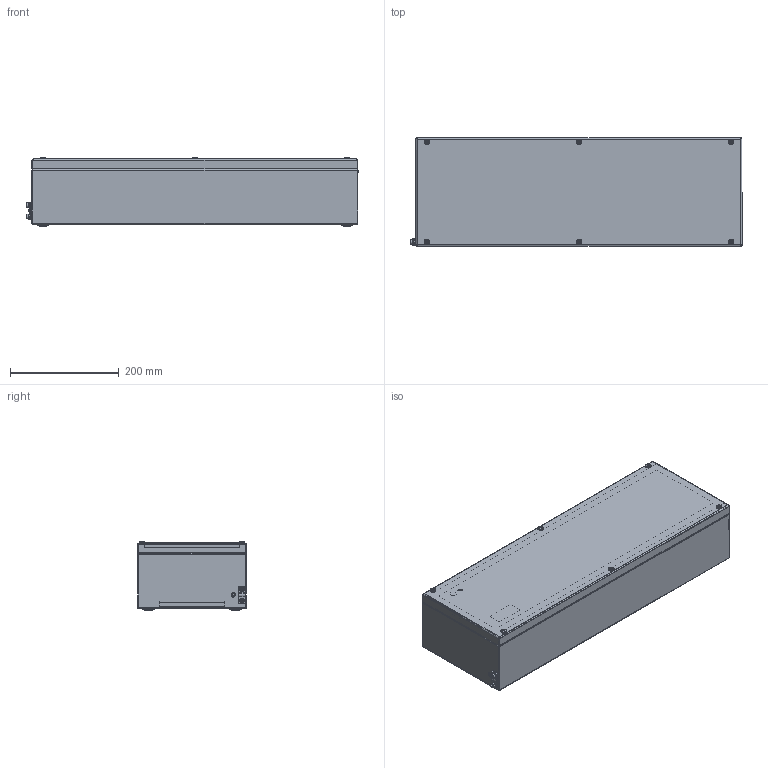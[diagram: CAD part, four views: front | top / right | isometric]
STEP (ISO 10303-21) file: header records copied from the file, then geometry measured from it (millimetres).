
FILE_DESCRIPTION (( 'STEP AP214' ), '1' );
FILE_NAME ('34602012.STEP', '2017-12-12T13:07:23', ( 'Macha' ), ( 'Hewlett-Packard Company' ), 'SwSTEP 2.0', 'SolidWorks 2017', '' );
FILE_SCHEMA (( 'AUTOMOTIVE_DESIGN' ));
Length unit declared in the file: millimetre
Products named in the file (18): 42109; 86003_Bl.1,25; 42432_Ex; 34602012; 83015; 92081; 93238; 95498; 95947; 92684; 56832_Ex; 93379; 93344; 41070; 82410_37602012; 42414_Ex; 56817_Ex; 94753
Assembly tree (43 placements, depth 3):
  34602012
    56817_Ex
      42432_Ex
      86003_Bl.1,25  x6
      42109  x2
      94753  x4
    56832_Ex
      42414_Ex
      82410_37602012
      41070  x6
      93344  x6
      93379
    92684
    86003_Bl.1,25  x2
    95947
    95498
    93238  x2
    83015  x2
    92081  x4
Bounding box: 611 x 200 x 128.47 mm (x, y, z)
Volume: 881344.3 mm3; surface area: 1050373.3 mm2
Topology: 41 solids, 41 shells, 1032 faces, 2225 edges, 1348 vertices
Faces by surface type: plane 495, cylinder 301, bspline 92, cone 78, torus 38, sphere 28
Full cylindrical faces by diameter (mm): 1.9 x1, 4.2 x14, 4.7 x4, 5 x30, 5.9 x8, 6 x1, 6.5 x4, 7 x24, 8 x16, 8.5 x6, 9 x8, 10 x12, 10.4 x6, 12 x1, 14 x4
Entity records: 18451 total; most frequent: CARTESIAN_POINT 5724, DIRECTION 2345, ORIENTED_EDGE 2288, EDGE_CURVE 1144, AXIS2_PLACEMENT_3D 854, EDGE_LOOP 719, VERTEX_POINT 707, LINE 637
